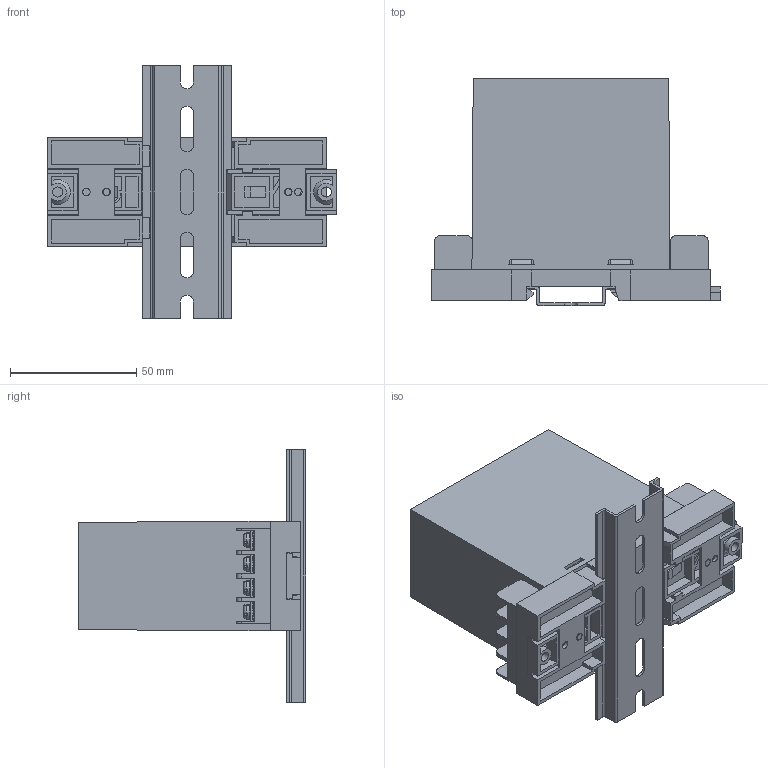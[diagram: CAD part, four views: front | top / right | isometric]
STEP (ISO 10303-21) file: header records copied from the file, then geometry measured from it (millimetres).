
FILE_DESCRIPTION (( 'STEP AP214' ), '1' );
FILE_NAME ('TPC-43-06.STEP', '2022-01-17T12:32:01', ( '' ), ( '' ), 'SwSTEP 2.0', 'SolidWorks 2017', '' );
FILE_SCHEMA (( 'AUTOMOTIVE_DESIGN' ));
Length unit declared in the file: millimetre
Products named in the file (67): Screw; TerminalGT-1-4-ways; Gt-1-Terminal sheetmetal; Screw-small; Clip-Big; Washer; PCB-Vertical-Rail Mount; Gaurang-GT-1.plastic-6ways; TopCover-TTP-43; Screw+Washer; TPC-43-06; Base Plate - TBP-43-0; Rail-35; GT-1-MetalPart; Base PCB - TPP-43-0; Clip-Small
Assembly tree (21 placements, depth 5):
  Screw
  Gt-1-Terminal sheetmetal
  Clip-Big
  Gt-1-Terminal sheetmetal
  Washer
Bounding box: 114.5 x 90.1 x 100 mm (x, y, z)
Volume: 88059.5 mm3; surface area: 119109.2 mm2
Topology: 36 solids, 36 shells, 1719 faces, 4606 edges, 2949 vertices
Faces by surface type: plane 1079, cylinder 566, cone 44, bspline 24, torus 6
Entity records: 27918 total; most frequent: CARTESIAN_POINT 5255, ORIENTED_EDGE 4552, DIRECTION 4310, EDGE_CURVE 2276, VECTOR 1738, LINE 1738, VERTEX_POINT 1485, AXIS2_PLACEMENT_3D 1286
